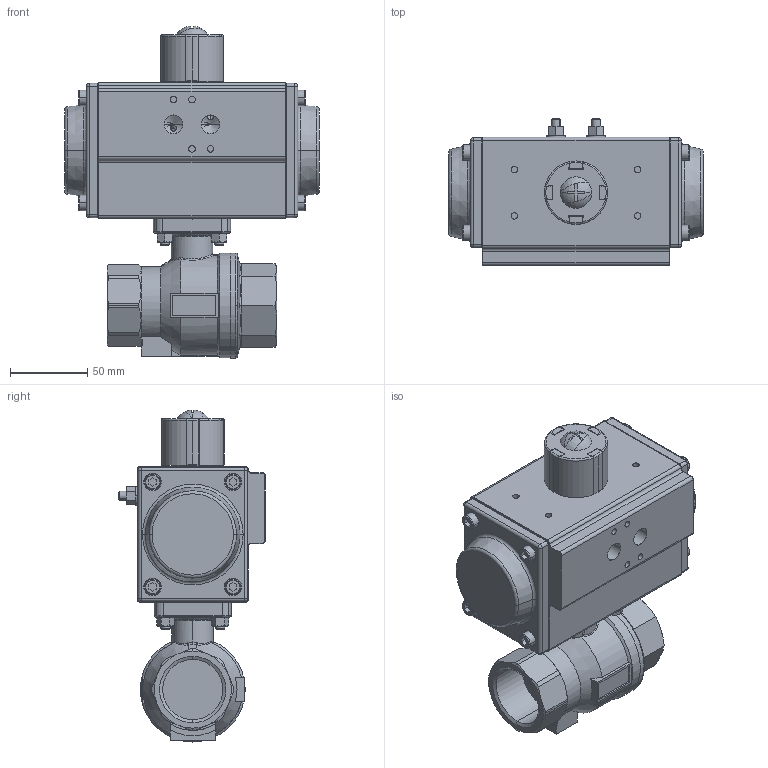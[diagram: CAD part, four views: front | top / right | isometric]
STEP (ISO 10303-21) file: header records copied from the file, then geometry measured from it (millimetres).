
FILE_DESCRIPTION(('HOOPS Exchange Step'),'2;1');
FILE_NAME('PK0201_DN32.stp','2025-04-02T11:52:07+02:00',('nieru'),('Unknown organisation'),'HOOPS Exchange 2024.2','HOOPS Exchange','Unknown authorisation');
FILE_SCHEMA( ('AP203_CONFIGURATION_CONTROLLED_3D_DESIGN_OF_MECHANICAL_PARTS_AND_ASSEMBLIES_MIM_LF') );
Length unit declared in the file: millimetre
Products named in the file (4): 0; root
Assembly tree (3 placements, depth 3):
  root
    0
      0
      0
Bounding box: 165 x 95 x 215.15 mm (x, y, z)
Volume: 904798.2 mm3; surface area: 187782 mm2
Topology: 34 solids, 34 shells, 1400 faces, 3476 edges, 2185 vertices
Faces by surface type: plane 584, cylinder 379, cone 174, torus 122, bspline 103, sphere 38
Full cylindrical faces by diameter (mm): 5 x5, 6 x4
Entity records: 50070 total; most frequent: CARTESIAN_POINT 17735, ORIENTED_EDGE 6872, DIRECTION 6361, EDGE_CURVE 3436, AXIS2_PLACEMENT_3D 2400, VERTEX_POINT 2187, VECTOR 1561, LINE 1561
